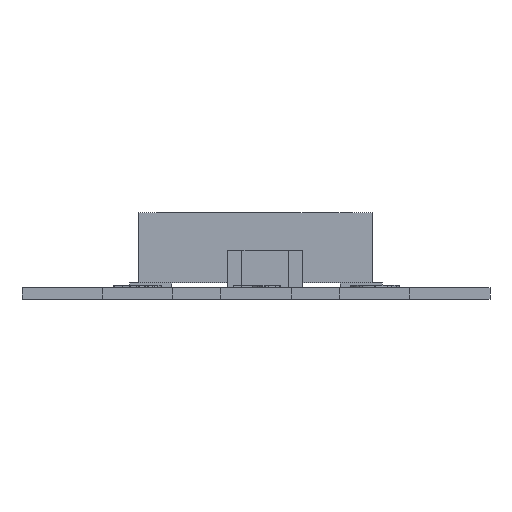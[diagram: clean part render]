
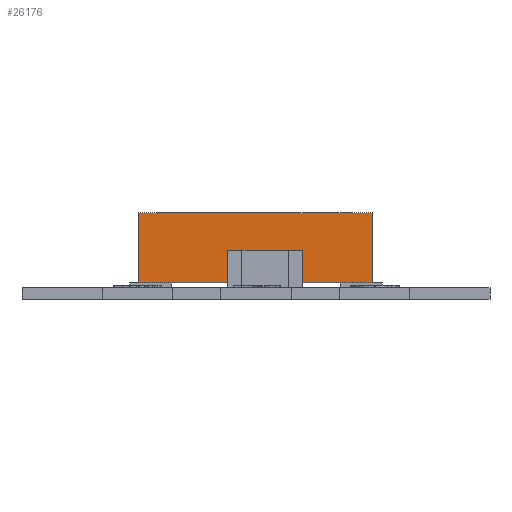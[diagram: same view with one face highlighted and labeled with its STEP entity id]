
A CAD part, front view. The second image highlights one B-rep face of the part: STEP entity #26176.
In plain terms, the highlighted planar face has unit normal (0, -1, 0).
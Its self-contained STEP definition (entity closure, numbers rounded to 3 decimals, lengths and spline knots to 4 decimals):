
#2512=FACE_OUTER_BOUND('',#4063,.T.);
#4063=EDGE_LOOP('',(#17476,#17477,#17478,#17479));
#5668=LINE('',#33996,#8266);
#5669=LINE('',#33999,#8267);
#5670=LINE('',#34001,#8268);
#5671=LINE('',#34002,#8269);
#8266=VECTOR('',#29283,10.);
#8267=VECTOR('',#29286,10.);
#8268=VECTOR('',#29287,10.);
#8269=VECTOR('',#29288,10.);
#10851=VERTEX_POINT('',#33992);
#10852=VERTEX_POINT('',#33994);
#10853=VERTEX_POINT('',#33998);
#10854=VERTEX_POINT('',#34000);
#13494=EDGE_CURVE('',#10851,#10852,#5668,.T.);
#13495=EDGE_CURVE('',#10853,#10851,#5669,.T.);
#13496=EDGE_CURVE('',#10854,#10852,#5670,.T.);
#13497=EDGE_CURVE('',#10853,#10854,#5671,.T.);
#17476=ORIENTED_EDGE('',*,*,#13495,.T.);
#17477=ORIENTED_EDGE('',*,*,#13494,.T.);
#17478=ORIENTED_EDGE('',*,*,#13496,.F.);
#17479=ORIENTED_EDGE('',*,*,#13497,.F.);
#25296=PLANE('',#28158);
#26176=ADVANCED_FACE('',(#2512),#25296,.T.);
#28158=AXIS2_PLACEMENT_3D('',#33997,#29284,#29285);
#29283=DIRECTION('',(0.,0.,1.));
#29284=DIRECTION('center_axis',(0.,-1.,0.));
#29285=DIRECTION('ref_axis',(1.,0.,0.));
#29286=DIRECTION('',(1.,0.,0.));
#29287=DIRECTION('',(1.,0.,0.));
#29288=DIRECTION('',(0.,0.,1.));
#33992=CARTESIAN_POINT('',(5.,0.,0.));
#33994=CARTESIAN_POINT('',(5.,0.,1.5));
#33996=CARTESIAN_POINT('',(5.,0.,0.));
#33997=CARTESIAN_POINT('Origin',(0.,0.,0.));
#33998=CARTESIAN_POINT('',(0.,0.,0.));
#33999=CARTESIAN_POINT('',(0.,0.,0.));
#34000=CARTESIAN_POINT('',(0.,0.,1.5));
#34001=CARTESIAN_POINT('',(0.,0.,1.5));
#34002=CARTESIAN_POINT('',(0.,0.,0.));
